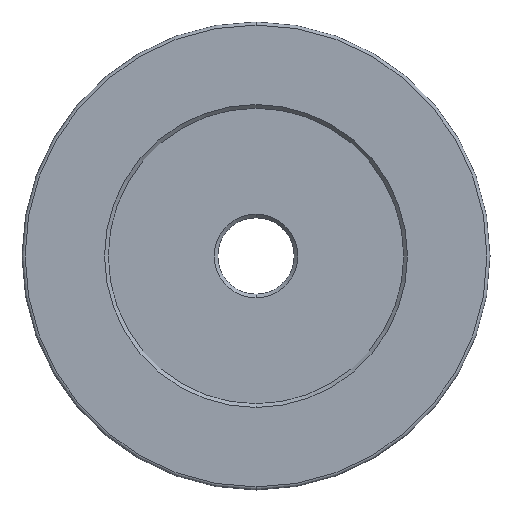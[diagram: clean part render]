
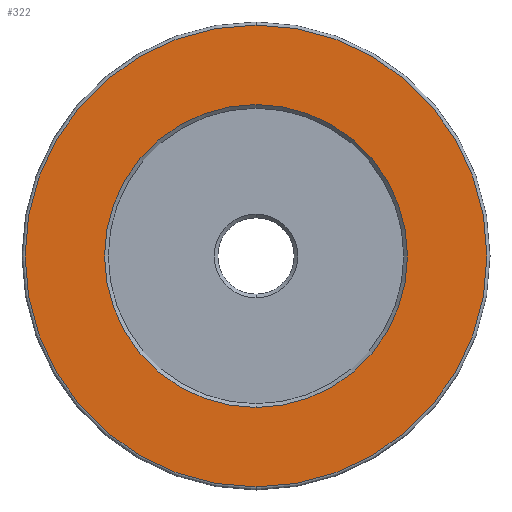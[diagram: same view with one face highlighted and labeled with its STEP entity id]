
A CAD part, front view. The second image highlights one B-rep face of the part: STEP entity #322.
In plain terms, the highlighted planar face has unit normal (0, -1, 0).
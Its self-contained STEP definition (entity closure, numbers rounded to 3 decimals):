
#3 = PLANE ( 'NONE',  #358 ) ;
#6 = AXIS2_PLACEMENT_3D ( 'NONE', #202, #59, #103 ) ;
#34 = VERTEX_POINT ( 'NONE', #287 ) ;
#51 = CARTESIAN_POINT ( 'NONE',  ( -7.547, -6.394, 38. ) ) ;
#59 = DIRECTION ( 'NONE',  ( 0., 1., 0. ) ) ;
#62 = VERTEX_POINT ( 'NONE', #144 ) ;
#70 = CIRCLE ( 'NONE', #259, 18.75 ) ;
#79 = CARTESIAN_POINT ( 'NONE',  ( -7.547, -6.394, 38. ) ) ;
#103 = DIRECTION ( 'NONE',  ( 0., 0., 1. ) ) ;
#144 = CARTESIAN_POINT ( 'NONE',  ( -7.547, -6.394, 19.25 ) ) ;
#146 = FACE_OUTER_BOUND ( 'NONE', #528, .T. ) ;
#152 = DIRECTION ( 'NONE',  ( 0., -1., 0. ) ) ;
#155 = ORIENTED_EDGE ( 'NONE', *, *, #400, .T. ) ;
#156 = DIRECTION ( 'NONE',  ( 0., 0., 1. ) ) ;
#159 = CIRCLE ( 'NONE', #416, 18.75 ) ;
#176 = CIRCLE ( 'NONE', #342, 12.3 ) ;
#195 = DIRECTION ( 'NONE',  ( 0., 0., 1. ) ) ;
#199 = DIRECTION ( 'NONE',  ( 0., 0., 1. ) ) ;
#202 = CARTESIAN_POINT ( 'NONE',  ( -7.547, -6.394, 38. ) ) ;
#246 = EDGE_LOOP ( 'NONE', ( #418, #253 ) ) ;
#253 = ORIENTED_EDGE ( 'NONE', *, *, #312, .T. ) ;
#259 = AXIS2_PLACEMENT_3D ( 'NONE', #560, #152, #195 ) ;
#270 = CIRCLE ( 'NONE', #6, 12.3 ) ;
#287 = CARTESIAN_POINT ( 'NONE',  ( -7.547, -6.394, 25.7 ) ) ;
#312 = EDGE_CURVE ( 'NONE', #453, #34, #270, .T. ) ;
#314 = VERTEX_POINT ( 'NONE', #482 ) ;
#322 = ADVANCED_FACE ( 'NONE', ( #146, #341 ), #3, .F. ) ;
#339 = DIRECTION ( 'NONE',  ( 0., 1., 0. ) ) ;
#341 = FACE_BOUND ( 'NONE', #246, .T. ) ;
#342 = AXIS2_PLACEMENT_3D ( 'NONE', #79, #465, #511 ) ;
#358 = AXIS2_PLACEMENT_3D ( 'NONE', #524, #339, #199 ) ;
#359 = CARTESIAN_POINT ( 'NONE',  ( -7.547, -6.394, 50.3 ) ) ;
#390 = EDGE_CURVE ( 'NONE', #314, #62, #70, .T. ) ;
#400 = EDGE_CURVE ( 'NONE', #62, #314, #159, .T. ) ;
#416 = AXIS2_PLACEMENT_3D ( 'NONE', #51, #543, #156 ) ;
#418 = ORIENTED_EDGE ( 'NONE', *, *, #580, .T. ) ;
#453 = VERTEX_POINT ( 'NONE', #359 ) ;
#465 = DIRECTION ( 'NONE',  ( 0., 1., 0. ) ) ;
#482 = CARTESIAN_POINT ( 'NONE',  ( -7.547, -6.394, 56.75 ) ) ;
#511 = DIRECTION ( 'NONE',  ( 0., 0., 1. ) ) ;
#522 = ORIENTED_EDGE ( 'NONE', *, *, #390, .T. ) ;
#524 = CARTESIAN_POINT ( 'NONE',  ( -7.547, -6.394, 38. ) ) ;
#528 = EDGE_LOOP ( 'NONE', ( #522, #155 ) ) ;
#543 = DIRECTION ( 'NONE',  ( 0., -1., 0. ) ) ;
#560 = CARTESIAN_POINT ( 'NONE',  ( -7.547, -6.394, 38. ) ) ;
#580 = EDGE_CURVE ( 'NONE', #34, #453, #176, .T. ) ;
